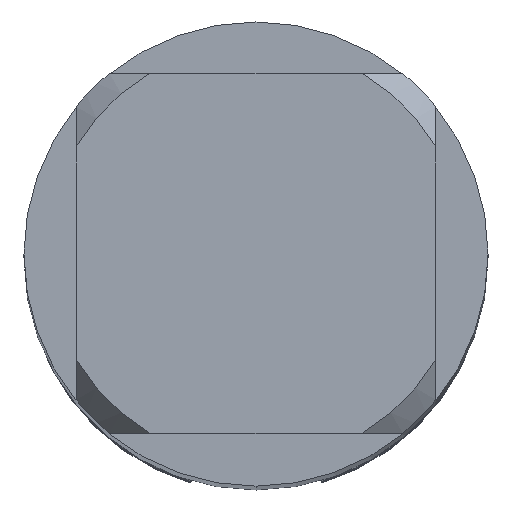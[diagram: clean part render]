
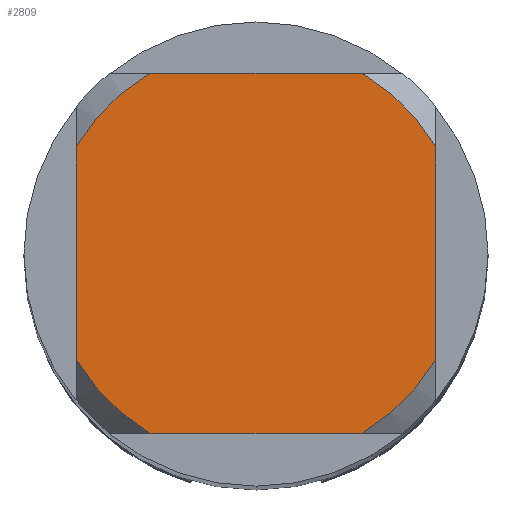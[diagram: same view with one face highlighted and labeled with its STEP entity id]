
A CAD part, top view. The second image highlights one B-rep face of the part: STEP entity #2809.
In plain terms, the highlighted planar face has unit normal (0, 0, 1).
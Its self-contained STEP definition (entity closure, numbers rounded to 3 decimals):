
#2809=ADVANCED_FACE('',(#7725),#7726,.T.);
#2951=VERTEX_POINT('',#7877);
#3289=EDGE_CURVE('',#4939,#3421,#8246,.T.);
#3421=VERTEX_POINT('',#8391);
#3661=EDGE_CURVE('',#3731,#4711,#8653,.T.);
#3731=VERTEX_POINT('',#8729);
#3833=EDGE_CURVE('',#4939,#5731,#8841,.T.);
#4407=EDGE_CURVE('',#4461,#2951,#9479,.T.);
#4461=VERTEX_POINT('',#9537);
#4567=EDGE_CURVE('',#4597,#2951,#9650,.T.);
#4597=VERTEX_POINT('',#9683);
#4667=EDGE_CURVE('',#4461,#3421,#9761,.T.);
#4711=VERTEX_POINT('',#9807);
#4767=EDGE_CURVE('',#3731,#5731,#9866,.T.);
#4939=VERTEX_POINT('',#10054);
#5731=VERTEX_POINT('',#10916);
#6455=EDGE_CURVE('',#4597,#4711,#11703,.T.);
#7725=FACE_OUTER_BOUND('',#13292,.T.);
#7726=PLANE('',#13293);
#7877=CARTESIAN_POINT('',(3.1,1.83,0.0));
#8246=CIRCLE('',#14208,3.6);
#8391=CARTESIAN_POINT('',(-1.83,3.1,0.0));
#8653=LINE('',#14869,#14870);
#8729=CARTESIAN_POINT('',(-1.83,-3.1,0.0));
#8841=LINE('',#15207,#15208);
#9479=CIRCLE('',#16244,3.6);
#9537=CARTESIAN_POINT('',(1.83,3.1,0.0));
#9650=LINE('',#16552,#16553);
#9683=CARTESIAN_POINT('',(3.1,-1.83,0.0));
#9761=LINE('',#16756,#16757);
#9807=CARTESIAN_POINT('',(1.83,-3.1,0.0));
#9866=CIRCLE('',#16950,3.6);
#10054=CARTESIAN_POINT('',(-3.1,1.83,0.0));
#10916=CARTESIAN_POINT('',(-3.1,-1.83,0.0));
#11703=CIRCLE('',#20166,3.6);
#13292=EDGE_LOOP('',(#22152,#22153,#22154,#22155,#22156,#22157,#22158,#22159));
#13293=AXIS2_PLACEMENT_3D('',#22160,#22161,#22162);
#14208=AXIS2_PLACEMENT_3D('',#23031,#23032,#23033);
#14869=CARTESIAN_POINT('',(0.0,-3.1,0.0));
#14870=VECTOR('',#23479,1.0);
#15207=CARTESIAN_POINT('',(-3.1,0.9,0.0));
#15208=VECTOR('',#23677,1.0);
#16244=AXIS2_PLACEMENT_3D('',#24445,#24446,#24447);
#16552=CARTESIAN_POINT('',(3.1,0.9,0.0));
#16553=VECTOR('',#24595,1.0);
#16756=CARTESIAN_POINT('',(0.0,3.1,0.0));
#16757=VECTOR('',#24730,1.0);
#16950=AXIS2_PLACEMENT_3D('',#24808,#24809,#24810);
#20166=AXIS2_PLACEMENT_3D('',#26900,#26901,#26902);
#22152=ORIENTED_EDGE('',*,*,#3833,.T.);
#22153=ORIENTED_EDGE('',*,*,#4767,.F.);
#22154=ORIENTED_EDGE('',*,*,#3661,.T.);
#22155=ORIENTED_EDGE('',*,*,#6455,.F.);
#22156=ORIENTED_EDGE('',*,*,#4567,.T.);
#22157=ORIENTED_EDGE('',*,*,#4407,.F.);
#22158=ORIENTED_EDGE('',*,*,#4667,.T.);
#22159=ORIENTED_EDGE('',*,*,#3289,.F.);
#22160=CARTESIAN_POINT('',(0.0,1.8,0.0));
#22161=DIRECTION('',(-0.0,0.0,1.0));
#22162=DIRECTION('',(0.0,-1.0,0.0));
#23031=CARTESIAN_POINT('',(0.0,0.0,0.0));
#23032=DIRECTION('',(0.0,0.0,-1.0));
#23033=DIRECTION('',(0.0,1.0,0.0));
#23479=DIRECTION('',(1.0,0.0,0.0));
#23677=DIRECTION('',(-0.0,-1.0,0.0));
#24445=CARTESIAN_POINT('',(0.0,0.0,0.0));
#24446=DIRECTION('',(0.0,0.0,-1.0));
#24447=DIRECTION('',(0.0,1.0,0.0));
#24595=DIRECTION('',(-0.0,1.0,0.0));
#24730=DIRECTION('',(-1.0,0.0,0.0));
#24808=CARTESIAN_POINT('',(0.0,0.0,0.0));
#24809=DIRECTION('',(0.0,0.0,-1.0));
#24810=DIRECTION('',(0.0,1.0,0.0));
#26900=CARTESIAN_POINT('',(0.0,0.0,0.0));
#26901=DIRECTION('',(0.0,0.0,-1.0));
#26902=DIRECTION('',(0.0,1.0,0.0));
